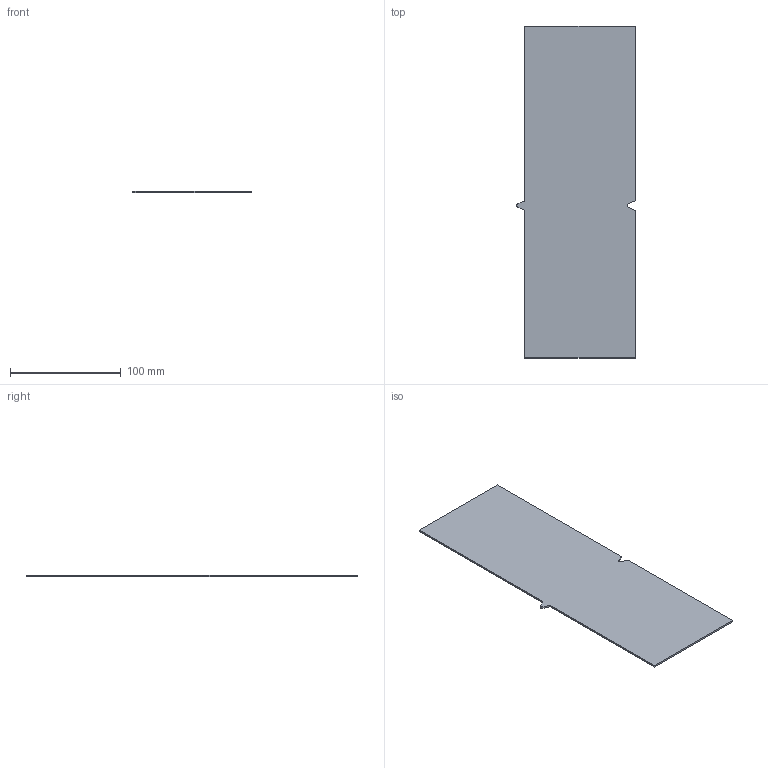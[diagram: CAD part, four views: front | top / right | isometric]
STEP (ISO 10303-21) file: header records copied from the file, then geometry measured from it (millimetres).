
FILE_DESCRIPTION(('KiCad electronic assembly'),'2;1');
FILE_NAME('pcb_heater_element.step','2022-11-13T12:46:53',('Pcbnew'),( 'Kicad'),'Open CASCADE STEP processor 7.6','KiCad to STEP converter' ,'Unknown');
FILE_SCHEMA(('AUTOMOTIVE_DESIGN { 1 0 10303 214 1 1 1 1 }'));
Length unit declared in the file: millimetre
Products named in the file (2): pcb_heater_element 1; pcb_heater_element PCB
Assembly tree (1 placements, depth 2):
  pcb_heater_element 1
    pcb_heater_element PCB
Bounding box: 107.25 x 300 x 1.6 mm (x, y, z)
Volume: 47999.8 mm3; surface area: 61308 mm2
Topology: 1 solids, 1 shells, 18 faces, 48 edges, 32 vertices
Faces by surface type: plane 12, cylinder 6
Entity records: 1271 total; most frequent: CARTESIAN_POINT 268, DIRECTION 184, LINE 120, VECTOR 120, ORIENTED_EDGE 96, PCURVE 96, DEFINITIONAL_REPRESENTATION 96, EDGE_CURVE 48
